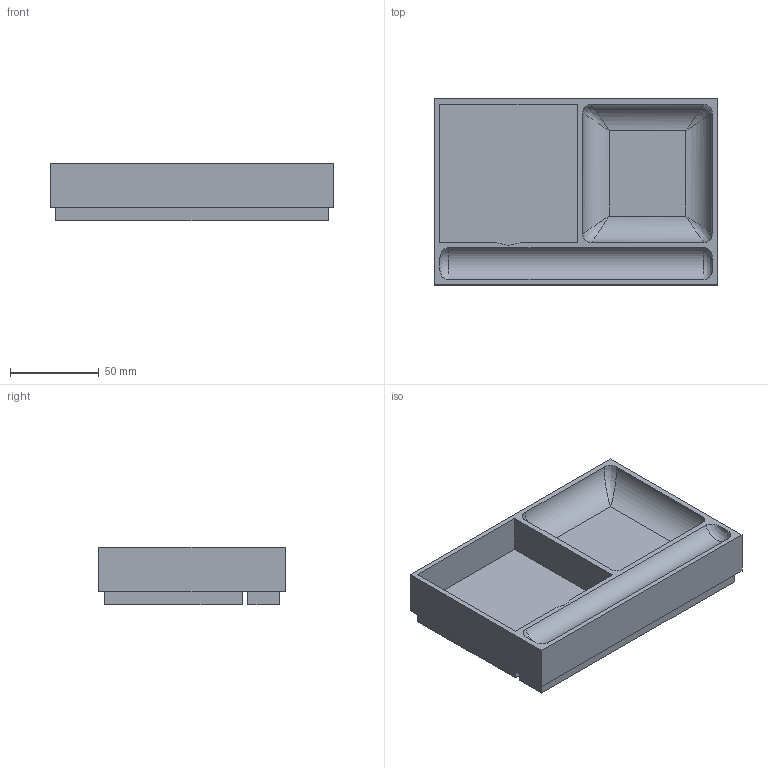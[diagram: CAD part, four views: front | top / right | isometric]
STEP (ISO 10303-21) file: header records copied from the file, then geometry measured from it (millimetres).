
FILE_DESCRIPTION(/* description */ (''),/* implementation_level */ '2;1');
FILE_NAME(/* name */ 'Writing-Equipment-Carrier.step',/* time_stamp */ '2024-07-24T23:25:48+05:30',/* author */ (''),/* organization */ (''),/* preprocessor_version */ 'ST-DEVELOPER v20',/* originating_system */ 'Autodesk Translation Framework v13.14.0.145',/* authorisation */ '');
FILE_SCHEMA (('AUTOMOTIVE_DESIGN { 1 0 10303 214 3 1 1 }'));
Length unit declared in the file: millimetre
Products named in the file (1): Writing-Equipment-Carrier
Bounding box: 160 x 105 x 32.5 mm (x, y, z)
Volume: 314876 mm3; surface area: 63828.4 mm2
Topology: 1 solids, 1 shells, 44 faces, 108 edges, 68 vertices
Faces by surface type: plane 30, cylinder 8, bspline 6
Entity records: 1571 total; most frequent: CARTESIAN_POINT 525, ORIENTED_EDGE 208, DIRECTION 200, EDGE_CURVE 104, LINE 78, VECTOR 78, VERTEX_POINT 68, AXIS2_PLACEMENT_3D 61
